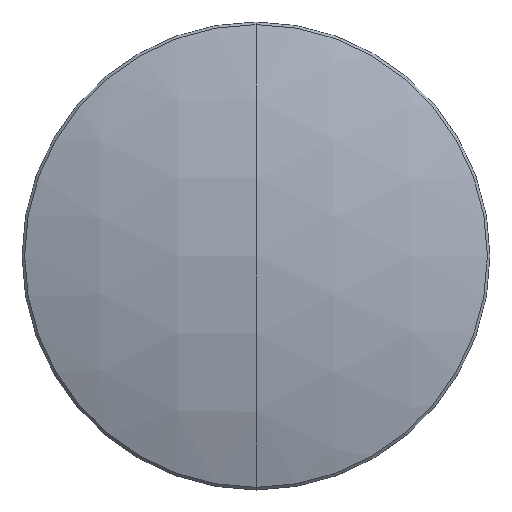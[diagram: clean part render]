
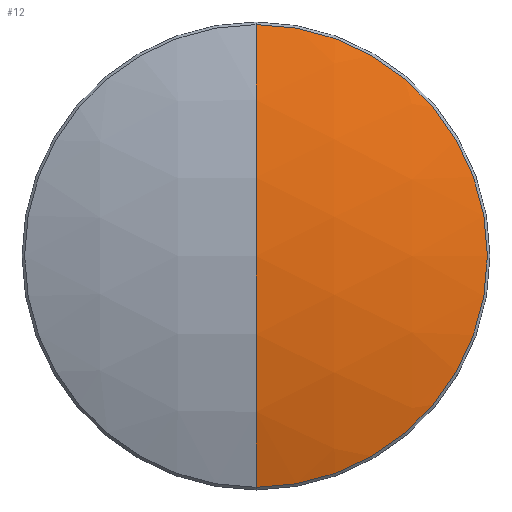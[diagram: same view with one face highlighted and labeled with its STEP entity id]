
A CAD part, top view. The second image highlights one B-rep face of the part: STEP entity #12.
In plain terms, the highlighted spherical face has radius 38.63 mm.
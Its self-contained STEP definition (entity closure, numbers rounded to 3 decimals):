
#1 = DIRECTION ( 'NONE',  ( 0., 1., 0. ) ) ;
#4 = VERTEX_POINT ( 'NONE', #105 ) ;
#6 = FACE_OUTER_BOUND ( 'NONE', #11, .T. ) ;
#7 = ORIENTED_EDGE ( 'NONE', *, *, #34, .F. ) ;
#9 = ORIENTED_EDGE ( 'NONE', *, *, #24, .F. ) ;
#11 = EDGE_LOOP ( 'NONE', ( #9, #29, #7 ) ) ;
#12 = ADVANCED_FACE ( 'NONE', ( #6 ), #109, .T. ) ;
#14 = VERTEX_POINT ( 'NONE', #102 ) ;
#22 = EDGE_CURVE ( 'NONE', #27, #14, #116, .T. ) ;
#24 = EDGE_CURVE ( 'NONE', #27, #4, #164, .T. ) ;
#27 = VERTEX_POINT ( 'NONE', #137 ) ;
#29 = ORIENTED_EDGE ( 'NONE', *, *, #22, .T. ) ;
#34 = EDGE_CURVE ( 'NONE', #4, #14, #143, .T. ) ;
#102 = CARTESIAN_POINT ( 'NONE',  ( -1.982, 5.002, -10.913 ) ) ;
#105 = CARTESIAN_POINT ( 'NONE',  ( -1.982, 30.119, -10.913 ) ) ;
#107 = DIRECTION ( 'NONE',  ( 1., 0., 0. ) ) ;
#108 = CARTESIAN_POINT ( 'NONE',  ( -1.982, 17.561, -47.445 ) ) ;
#109 = SPHERICAL_SURFACE ( 'NONE', #114, 38.63 ) ;
#111 = DIRECTION ( 'NONE',  ( 0., 1., 0. ) ) ;
#112 = DIRECTION ( 'NONE',  ( 1., 0., 0. ) ) ;
#113 = CARTESIAN_POINT ( 'NONE',  ( -1.982, 17.561, -47.445 ) ) ;
#114 = AXIS2_PLACEMENT_3D ( 'NONE', #113, #112, #111 ) ;
#115 = AXIS2_PLACEMENT_3D ( 'NONE', #108, #107, #1 ) ;
#116 = CIRCLE ( 'NONE', #115, 38.63 ) ;
#120 = CARTESIAN_POINT ( 'NONE',  ( -1.982, 17.561, -47.445 ) ) ;
#134 = DIRECTION ( 'NONE',  ( -1., 0., 0. ) ) ;
#136 = AXIS2_PLACEMENT_3D ( 'NONE', #120, #134, #183 ) ;
#137 = CARTESIAN_POINT ( 'NONE',  ( -1.982, 17.561, -8.815 ) ) ;
#140 = DIRECTION ( 'NONE',  ( 0., 1., 0. ) ) ;
#141 = DIRECTION ( 'NONE',  ( 0., 0., -1. ) ) ;
#142 = AXIS2_PLACEMENT_3D ( 'NONE', #162, #141, #140 ) ;
#143 = CIRCLE ( 'NONE', #142, 12.559 ) ;
#162 = CARTESIAN_POINT ( 'NONE',  ( -1.982, 17.561, -10.913 ) ) ;
#164 = CIRCLE ( 'NONE', #136, 38.63 ) ;
#183 = DIRECTION ( 'NONE',  ( 0., 0., 1. ) ) ;
